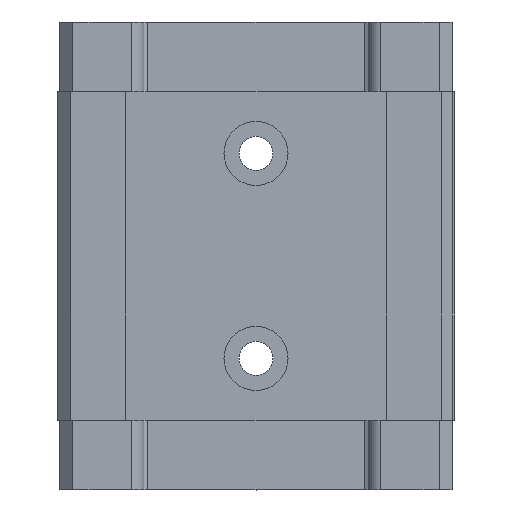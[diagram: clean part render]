
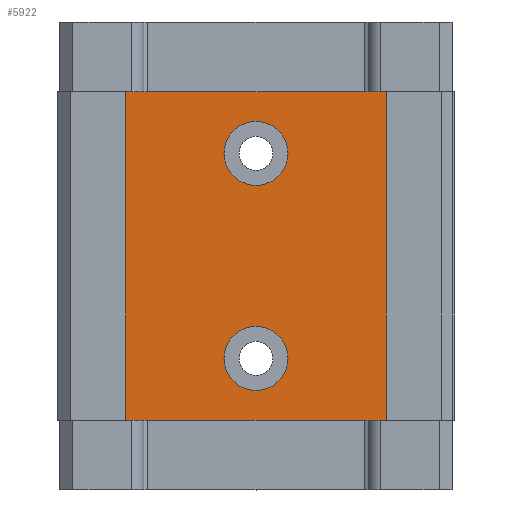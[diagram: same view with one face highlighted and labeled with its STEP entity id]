
A CAD part, front view. The second image highlights one B-rep face of the part: STEP entity #5922.
In plain terms, the highlighted planar face has unit normal (0, -1, 0).
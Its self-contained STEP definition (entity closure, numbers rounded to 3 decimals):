
#327 = CARTESIAN_POINT ( 'NONE',  ( 0., -8., 16. ) ) ;
#405 = DIRECTION ( 'NONE',  ( 0., 0., 1. ) ) ;
#517 = FACE_BOUND ( 'NONE', #3179, .T. ) ;
#518 = DIRECTION ( 'NONE',  ( 0., 0., 1. ) ) ;
#943 = EDGE_LOOP ( 'NONE', ( #5444, #1285, #7190, #5978 ) ) ;
#1118 = EDGE_LOOP ( 'NONE', ( #3139, #2538 ) ) ;
#1240 = CARTESIAN_POINT ( 'NONE',  ( 20.3, -8., -25.65 ) ) ;
#1246 = CIRCLE ( 'NONE', #2466, 5. ) ;
#1285 = ORIENTED_EDGE ( 'NONE', *, *, #4915, .F. ) ;
#1314 = LINE ( 'NONE', #5180, #1840 ) ;
#1329 = CARTESIAN_POINT ( 'NONE',  ( 0., -8., -21. ) ) ;
#1348 = VERTEX_POINT ( 'NONE', #2750 ) ;
#1415 = DIRECTION ( 'NONE',  ( 0., 0., 1. ) ) ;
#1517 = CARTESIAN_POINT ( 'NONE',  ( 0., -8., -16. ) ) ;
#1556 = CARTESIAN_POINT ( 'NONE',  ( 0., -8., -16. ) ) ;
#1569 = VERTEX_POINT ( 'NONE', #6699 ) ;
#1840 = VECTOR ( 'NONE', #2380, 1000. ) ;
#1886 = VERTEX_POINT ( 'NONE', #1329 ) ;
#2015 = LINE ( 'NONE', #5227, #3309 ) ;
#2060 = VERTEX_POINT ( 'NONE', #4078 ) ;
#2170 = ORIENTED_EDGE ( 'NONE', *, *, #4206, .F. ) ;
#2178 = LINE ( 'NONE', #4220, #6985 ) ;
#2187 = DIRECTION ( 'NONE',  ( 0., 1., 0. ) ) ;
#2201 = CARTESIAN_POINT ( 'NONE',  ( 20.3, -8., 25.65 ) ) ;
#2320 = CARTESIAN_POINT ( 'NONE',  ( 20.3, -8., -25.65 ) ) ;
#2359 = AXIS2_PLACEMENT_3D ( 'NONE', #3407, #3946, #5061 ) ;
#2380 = DIRECTION ( 'NONE',  ( 0., 0., -1. ) ) ;
#2466 = AXIS2_PLACEMENT_3D ( 'NONE', #1517, #3750, #405 ) ;
#2538 = ORIENTED_EDGE ( 'NONE', *, *, #7062, .F. ) ;
#2750 = CARTESIAN_POINT ( 'NONE',  ( -20.3, -8., -25.65 ) ) ;
#3019 = DIRECTION ( 'NONE',  ( 1., 0., 0. ) ) ;
#3139 = ORIENTED_EDGE ( 'NONE', *, *, #4358, .F. ) ;
#3179 = EDGE_LOOP ( 'NONE', ( #6582, #2170 ) ) ;
#3309 = VECTOR ( 'NONE', #1415, 1000. ) ;
#3403 = VECTOR ( 'NONE', #4611, 1000. ) ;
#3407 = CARTESIAN_POINT ( 'NONE',  ( 0., -8., 16. ) ) ;
#3697 = CIRCLE ( 'NONE', #2359, 5. ) ;
#3750 = DIRECTION ( 'NONE',  ( 0., -1., 0. ) ) ;
#3788 = CARTESIAN_POINT ( 'NONE',  ( 20.3, -8., -30.78 ) ) ;
#3793 = DIRECTION ( 'NONE',  ( 0., -1., 0. ) ) ;
#3795 = AXIS2_PLACEMENT_3D ( 'NONE', #327, #4814, #4229 ) ;
#3847 = AXIS2_PLACEMENT_3D ( 'NONE', #3788, #2187, #518 ) ;
#3924 = AXIS2_PLACEMENT_3D ( 'NONE', #1556, #3793, #4910 ) ;
#3946 = DIRECTION ( 'NONE',  ( 0., -1., 0. ) ) ;
#4078 = CARTESIAN_POINT ( 'NONE',  ( -20.3, -8., 25.65 ) ) ;
#4182 = FACE_BOUND ( 'NONE', #1118, .T. ) ;
#4206 = EDGE_CURVE ( 'NONE', #5349, #1569, #5150, .T. ) ;
#4220 = CARTESIAN_POINT ( 'NONE',  ( 20.3, -8., 25.65 ) ) ;
#4229 = DIRECTION ( 'NONE',  ( 0., 0., 1. ) ) ;
#4358 = EDGE_CURVE ( 'NONE', #4701, #1886, #5671, .T. ) ;
#4583 = VERTEX_POINT ( 'NONE', #2201 ) ;
#4611 = DIRECTION ( 'NONE',  ( -1., 0., 0. ) ) ;
#4701 = VERTEX_POINT ( 'NONE', #6162 ) ;
#4773 = EDGE_CURVE ( 'NONE', #5574, #1348, #5045, .T. ) ;
#4814 = DIRECTION ( 'NONE',  ( 0., -1., 0. ) ) ;
#4849 = EDGE_CURVE ( 'NONE', #4583, #5574, #1314, .T. ) ;
#4910 = DIRECTION ( 'NONE',  ( 0., 0., 1. ) ) ;
#4915 = EDGE_CURVE ( 'NONE', #1348, #2060, #2015, .T. ) ;
#5045 = LINE ( 'NONE', #2320, #3403 ) ;
#5061 = DIRECTION ( 'NONE',  ( 0., 0., 1. ) ) ;
#5150 = CIRCLE ( 'NONE', #3795, 5. ) ;
#5180 = CARTESIAN_POINT ( 'NONE',  ( 20.3, -8., -30.78 ) ) ;
#5227 = CARTESIAN_POINT ( 'NONE',  ( -20.3, -8., -30.78 ) ) ;
#5349 = VERTEX_POINT ( 'NONE', #6634 ) ;
#5444 = ORIENTED_EDGE ( 'NONE', *, *, #6344, .F. ) ;
#5574 = VERTEX_POINT ( 'NONE', #1240 ) ;
#5671 = CIRCLE ( 'NONE', #3924, 5. ) ;
#5922 = ADVANCED_FACE ( 'NONE', ( #517, #4182, #6995 ), #7124, .F. ) ;
#5978 = ORIENTED_EDGE ( 'NONE', *, *, #4849, .F. ) ;
#6162 = CARTESIAN_POINT ( 'NONE',  ( 0., -8., -11. ) ) ;
#6344 = EDGE_CURVE ( 'NONE', #2060, #4583, #2178, .T. ) ;
#6582 = ORIENTED_EDGE ( 'NONE', *, *, #6611, .F. ) ;
#6611 = EDGE_CURVE ( 'NONE', #1569, #5349, #3697, .T. ) ;
#6634 = CARTESIAN_POINT ( 'NONE',  ( 0., -8., 11. ) ) ;
#6699 = CARTESIAN_POINT ( 'NONE',  ( 0., -8., 21. ) ) ;
#6985 = VECTOR ( 'NONE', #3019, 1000. ) ;
#6995 = FACE_OUTER_BOUND ( 'NONE', #943, .T. ) ;
#7062 = EDGE_CURVE ( 'NONE', #1886, #4701, #1246, .T. ) ;
#7124 = PLANE ( 'NONE',  #3847 ) ;
#7190 = ORIENTED_EDGE ( 'NONE', *, *, #4773, .F. ) ;
